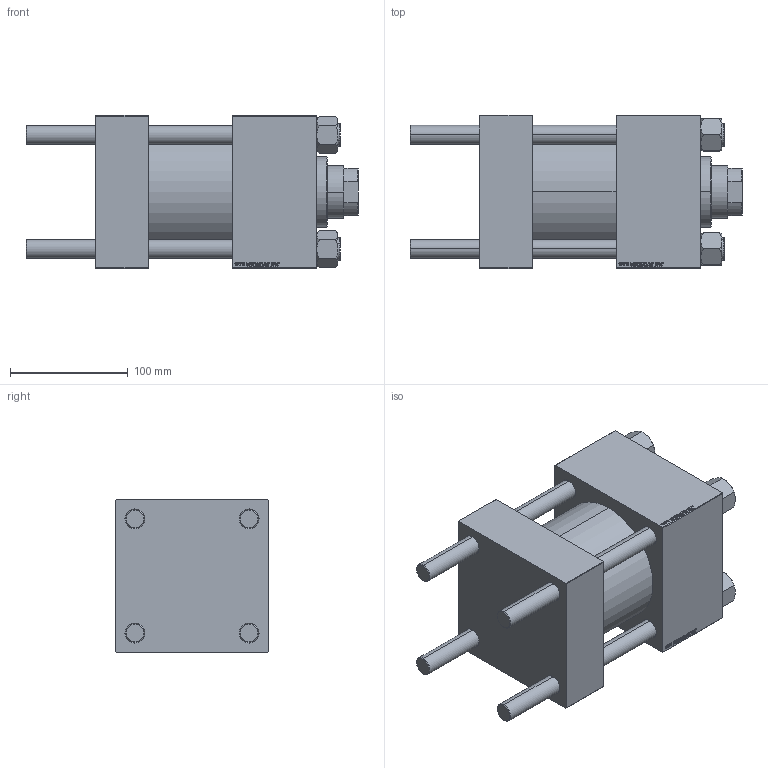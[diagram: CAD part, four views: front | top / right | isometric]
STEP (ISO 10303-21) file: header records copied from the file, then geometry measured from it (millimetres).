
FILE_DESCRIPTION (( 'STEP AP203' ), '1' );
FILE_NAME ('0af9.STEP', '2023-08-23T18:23:54', ( '' ), ( '' ), 'SwSTEP 2.0', 'SolidWorks 2019', '' );
FILE_SCHEMA (( 'CONFIG_CONTROL_DESIGN' ));
Length unit declared in the file: millimetre
Products named in the file (6): 0af9; V215CR_VCP 1d72f92594832b923c57468e65a0d906; V215_VC_A 1d72f92594832b923c57468e65a0d906; V215CR_BODY_A 1d72f92594832b923c57468e65a0d906; CR025_012_A_0_G_A_G_M_020_+#_##_TYCINKA 1d72f92594832b923c57468e65a0d906; NUT_M5 1d72f92594832b923c57468e65a0d906
Assembly tree (11 placements, depth 2):
  0af9
    V215CR_BODY_A 1d72f92594832b923c57468e65a0d906
    CR025_012_A_0_G_A_G_M_020_+#_##_TYCINKA 1d72f92594832b923c57468e65a0d906  x4
    NUT_M5 1d72f92594832b923c57468e65a0d906  x4
    V215CR_VCP 1d72f92594832b923c57468e65a0d906
    V215_VC_A 1d72f92594832b923c57468e65a0d906
Bounding box: 282 x 130 x 130 mm (x, y, z)
Volume: 2497227.8 mm3; surface area: 354193.7 mm2
Topology: 11 solids, 11 shells, 1180 faces, 3002 edges, 1953 vertices
Faces by surface type: plane 566, bspline 392, cone 136, cylinder 78, torus 8
Entity records: 50328 total; most frequent: CARTESIAN_POINT 27166, ORIENTED_EDGE 5268, DIRECTION 3304, EDGE_CURVE 2634, VERTEX_POINT 1731, LINE 1606, VECTOR 1606, EDGE_LOOP 1153
